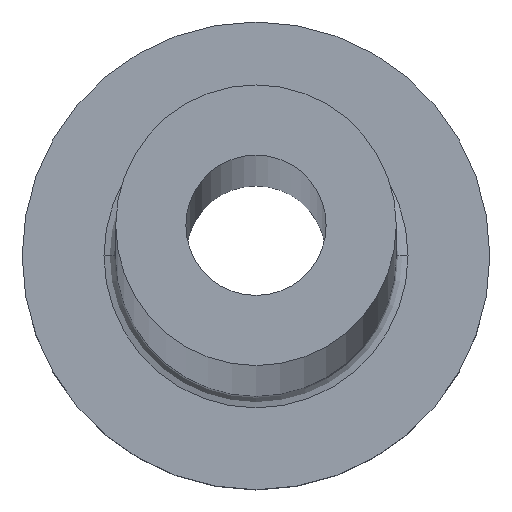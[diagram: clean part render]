
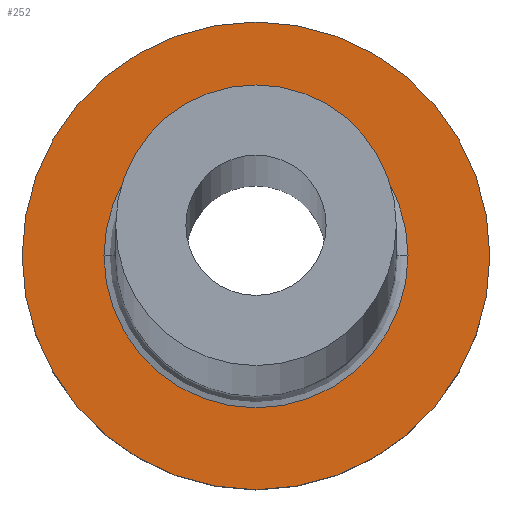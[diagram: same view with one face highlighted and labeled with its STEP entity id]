
A CAD part, top view. The second image highlights one B-rep face of the part: STEP entity #252.
In plain terms, the highlighted planar face has unit normal (0, 0, 1).
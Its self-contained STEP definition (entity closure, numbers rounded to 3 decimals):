
#3 = CARTESIAN_POINT ( 'NONE',  ( -10., 0., 7. ) ) ;
#45 = CARTESIAN_POINT ( 'NONE',  ( 0., 0., 7. ) ) ;
#59 = CARTESIAN_POINT ( 'NONE',  ( 0., 0., 7. ) ) ;
#74 = DIRECTION ( 'NONE',  ( 1., 0., 0. ) ) ;
#76 = CIRCLE ( 'NONE', #265, 10. ) ;
#77 = EDGE_CURVE ( 'NONE', #208, #210, #117, .T. ) ;
#79 = DIRECTION ( 'NONE',  ( 0., 0., -1. ) ) ;
#81 = ORIENTED_EDGE ( 'NONE', *, *, #339, .T. ) ;
#85 = DIRECTION ( 'NONE',  ( 1., 0., 0. ) ) ;
#104 = CARTESIAN_POINT ( 'NONE',  ( 6.5, 0., 7. ) ) ;
#105 = CIRCLE ( 'NONE', #113, 10. ) ;
#109 = VERTEX_POINT ( 'NONE', #3 ) ;
#111 = FACE_OUTER_BOUND ( 'NONE', #141, .T. ) ;
#113 = AXIS2_PLACEMENT_3D ( 'NONE', #325, #205, #294 ) ;
#117 = CIRCLE ( 'NONE', #289, 6.5 ) ;
#128 = EDGE_CURVE ( 'NONE', #280, #109, #76, .T. ) ;
#141 = EDGE_LOOP ( 'NONE', ( #81, #213 ) ) ;
#146 = CARTESIAN_POINT ( 'NONE',  ( 0., 0., 7. ) ) ;
#176 = DIRECTION ( 'NONE',  ( 0., 0., -1. ) ) ;
#182 = ORIENTED_EDGE ( 'NONE', *, *, #374, .T. ) ;
#191 = DIRECTION ( 'NONE',  ( 0., 0., 1. ) ) ;
#205 = DIRECTION ( 'NONE',  ( 0., 0., 1. ) ) ;
#208 = VERTEX_POINT ( 'NONE', #104 ) ;
#210 = VERTEX_POINT ( 'NONE', #359 ) ;
#213 = ORIENTED_EDGE ( 'NONE', *, *, #128, .T. ) ;
#224 = CARTESIAN_POINT ( 'NONE',  ( 10., 0., 7. ) ) ;
#228 = DIRECTION ( 'NONE',  ( 1., 0., 0. ) ) ;
#246 = EDGE_LOOP ( 'NONE', ( #306, #182 ) ) ;
#252 = ADVANCED_FACE ( 'NONE', ( #371, #111 ), #320, .T. ) ;
#265 = AXIS2_PLACEMENT_3D ( 'NONE', #45, #191, #316 ) ;
#280 = VERTEX_POINT ( 'NONE', #224 ) ;
#289 = AXIS2_PLACEMENT_3D ( 'NONE', #338, #79, #74 ) ;
#294 = DIRECTION ( 'NONE',  ( 1., 0., 0. ) ) ;
#306 = ORIENTED_EDGE ( 'NONE', *, *, #77, .T. ) ;
#316 = DIRECTION ( 'NONE',  ( 1., 0., 0. ) ) ;
#318 = AXIS2_PLACEMENT_3D ( 'NONE', #59, #176, #85 ) ;
#320 = PLANE ( 'NONE',  #377 ) ;
#325 = CARTESIAN_POINT ( 'NONE',  ( 0., 0., 7. ) ) ;
#338 = CARTESIAN_POINT ( 'NONE',  ( 0., 0., 7. ) ) ;
#339 = EDGE_CURVE ( 'NONE', #109, #280, #105, .T. ) ;
#345 = DIRECTION ( 'NONE',  ( 0., 0., 1. ) ) ;
#355 = CIRCLE ( 'NONE', #318, 6.5 ) ;
#359 = CARTESIAN_POINT ( 'NONE',  ( -6.5, 0., 7. ) ) ;
#371 = FACE_BOUND ( 'NONE', #246, .T. ) ;
#374 = EDGE_CURVE ( 'NONE', #210, #208, #355, .T. ) ;
#377 = AXIS2_PLACEMENT_3D ( 'NONE', #146, #345, #228 ) ;
